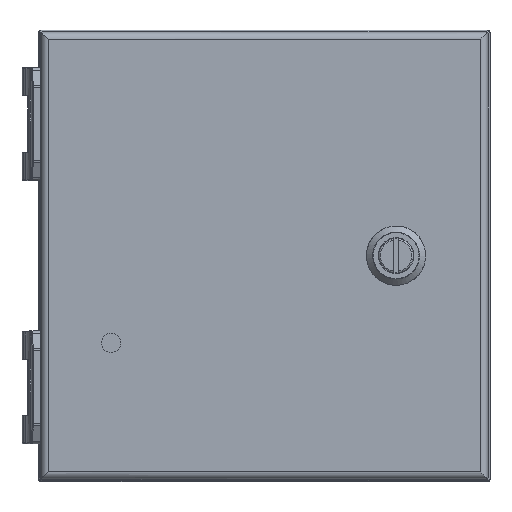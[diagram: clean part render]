
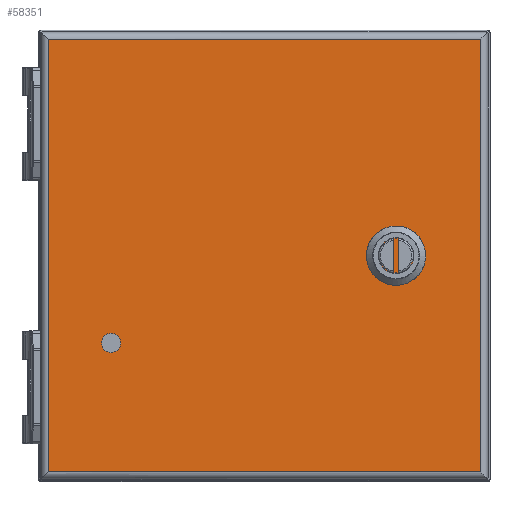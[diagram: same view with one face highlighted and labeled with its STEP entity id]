
A CAD part, top view. The second image highlights one B-rep face of the part: STEP entity #58351.
In plain terms, the highlighted planar face has unit normal (0, 0, 1).
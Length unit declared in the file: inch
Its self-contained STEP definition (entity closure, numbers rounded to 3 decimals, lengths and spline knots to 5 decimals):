
#1365 = VERTEX_POINT ( 'NONE', #61156 ) ;
#2314 = VECTOR ( 'NONE', #45037, 39.37008 ) ;
#2535 = ORIENTED_EDGE ( 'NONE', *, *, #61211, .T. ) ;
#2538 = VECTOR ( 'NONE', #9053, 39.37008 ) ;
#2851 = PLANE ( 'NONE',  #58535 ) ;
#3139 = EDGE_CURVE ( 'NONE', #53265, #43729, #20816, .T. ) ;
#7307 = VECTOR ( 'NONE', #64385, 39.37008 ) ;
#7662 = CARTESIAN_POINT ( 'NONE',  ( -2.87212, 2.87157, 4.18453 ) ) ;
#9053 = DIRECTION ( 'NONE',  ( 0., -1., 0. ) ) ;
#9413 = EDGE_LOOP ( 'NONE', ( #24788, #27892, #20652, #2535 ) ) ;
#13158 = DIRECTION ( 'NONE',  ( 0., 0., 1. ) ) ;
#19356 = EDGE_CURVE ( 'NONE', #43729, #49905, #39425, .T. ) ;
#20652 = ORIENTED_EDGE ( 'NONE', *, *, #19356, .T. ) ;
#20816 = LINE ( 'NONE', #41192, #27264 ) ;
#23667 = LINE ( 'NONE', #44023, #7307 ) ;
#24788 = ORIENTED_EDGE ( 'NONE', *, *, #46695, .T. ) ;
#25356 = CARTESIAN_POINT ( 'NONE',  ( 2.87103, 0., 4.18453 ) ) ;
#25998 = LINE ( 'NONE', #25356, #2314 ) ;
#27224 = DIRECTION ( 'NONE',  ( 1., 0., 0. ) ) ;
#27264 = VECTOR ( 'NONE', #65561, 39.37008 ) ;
#27869 = FACE_OUTER_BOUND ( 'NONE', #9413, .T. ) ;
#27892 = ORIENTED_EDGE ( 'NONE', *, *, #3139, .T. ) ;
#39425 = LINE ( 'NONE', #54781, #2538 ) ;
#41192 = CARTESIAN_POINT ( 'NONE',  ( 0., 2.87157, 4.18453 ) ) ;
#43729 = VERTEX_POINT ( 'NONE', #7662 ) ;
#44023 = CARTESIAN_POINT ( 'NONE',  ( 0., -2.87157, 4.18453 ) ) ;
#45037 = DIRECTION ( 'NONE',  ( 0., 1., 0. ) ) ;
#46404 = CARTESIAN_POINT ( 'NONE',  ( 2.87103, 2.87157, 4.18453 ) ) ;
#46695 = EDGE_CURVE ( 'NONE', #1365, #53265, #25998, .T. ) ;
#47593 = CARTESIAN_POINT ( 'NONE',  ( 0., 0., 4.18453 ) ) ;
#49905 = VERTEX_POINT ( 'NONE', #64724 ) ;
#53265 = VERTEX_POINT ( 'NONE', #46404 ) ;
#54781 = CARTESIAN_POINT ( 'NONE',  ( -2.87212, 0., 4.18453 ) ) ;
#58351 = ADVANCED_FACE ( 'NONE', ( #27869 ), #2851, .T. ) ;
#58535 = AXIS2_PLACEMENT_3D ( 'NONE', #47593, #13158, #27224 ) ;
#61156 = CARTESIAN_POINT ( 'NONE',  ( 2.87103, -2.87157, 4.18453 ) ) ;
#61211 = EDGE_CURVE ( 'NONE', #49905, #1365, #23667, .T. ) ;
#64385 = DIRECTION ( 'NONE',  ( 1., 0., 0. ) ) ;
#64724 = CARTESIAN_POINT ( 'NONE',  ( -2.87212, -2.87157, 4.18453 ) ) ;
#65561 = DIRECTION ( 'NONE',  ( -1., 0., 0. ) ) ;
